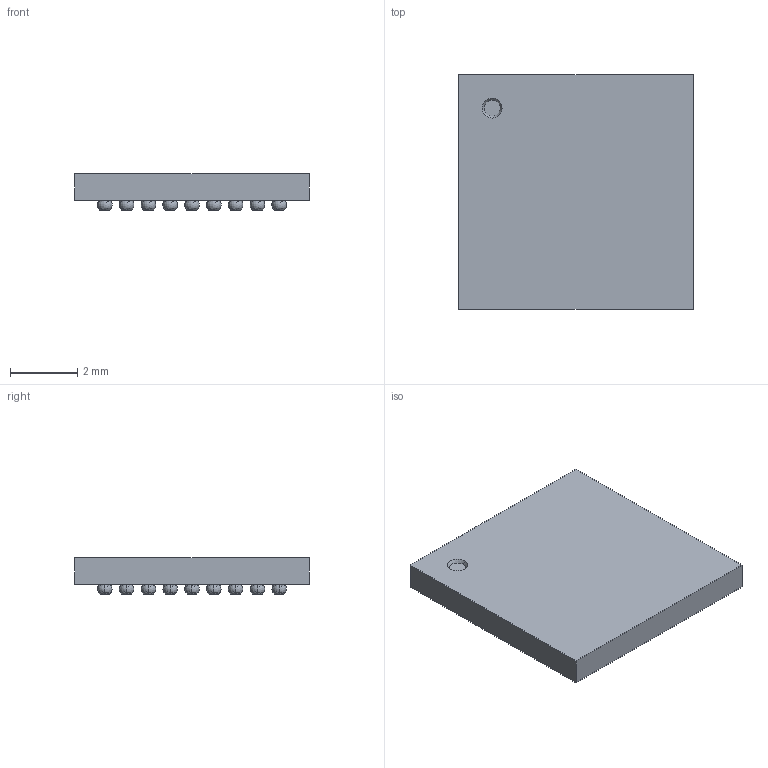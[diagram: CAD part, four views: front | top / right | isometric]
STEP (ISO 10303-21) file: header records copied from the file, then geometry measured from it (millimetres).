
FILE_DESCRIPTION(('FreeCAD Model'),'2;1');
FILE_NAME('User Library-bc-81-2.step', '2017-10-19T08:39:36',('kicad StepUp'),('ksu MCAD'), 'Open CASCADE STEP processor 7.1','FreeCAD','Unknown');
FILE_SCHEMA(('AUTOMOTIVE_DESIGN_CC2 { 1 2 10303 214 -1 1 5 4 }'));
Length unit declared in the file: millimetre
Products named in the file (1): User_Library-bc-81-2
Bounding box: 7 x 7 x 1.1 mm (x, y, z)
Volume: 44.5 mm3; surface area: 183.4 mm2
Topology: 1 solids, 1 shells, 252 faces, 504 edges, 336 vertices
Faces by surface type: revolution 162, plane 88, cone 2
Entity records: 9791 total; most frequent: CARTESIAN_POINT 2227, DIRECTION 1338, ORIENTED_EDGE 1008, AXIS2_PLACEMENT_3D 581, EDGE_CURVE 504, CIRCLE 490, VERTEX_POINT 336, FACE_BOUND 334
